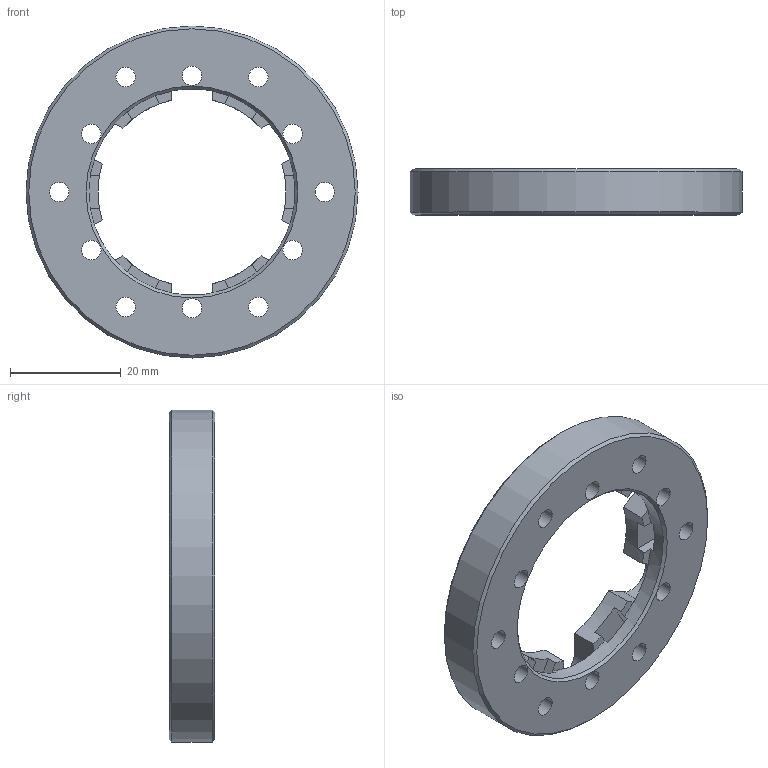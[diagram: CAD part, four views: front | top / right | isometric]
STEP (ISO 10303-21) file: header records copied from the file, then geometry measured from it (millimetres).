
FILE_DESCRIPTION(/* description */ (''),/* implementation_level */ '2;1');
FILE_NAME(/* name */ 'J3_BASE.stp',/* time_stamp */ '2022-07-20T21:20:13+09:00',/* author */ (''),/* organization */ (''),/* preprocessor_version */ 'ST-DEVELOPER v16.7',/* originating_system */ '',/* authorisation */ '');
FILE_SCHEMA (('AUTOMOTIVE_DESIGN { 1 0 10303 214 3 1 1 1 }'));
Length unit declared in the file: millimetre
Products named in the file (1): J3_BASE
Bounding box: 60 x 8.3 x 60 mm (x, y, z)
Volume: 12324.9 mm3; surface area: 7492.5 mm2
Topology: 1 solids, 1 shells, 103 faces, 324 edges, 238 vertices
Faces by surface type: plane 68, cylinder 32, cone 3
Full cylindrical faces by diameter (mm): 3.5 x18, 37.3 x1, 60 x1
Entity records: 3577 total; most frequent: DIRECTION 606, CARTESIAN_POINT 596, ORIENTED_EDGE 552, EDGE_CURVE 276, AXIS2_PLACEMENT_3D 210, VERTEX_POINT 198, LINE 186, VECTOR 186
